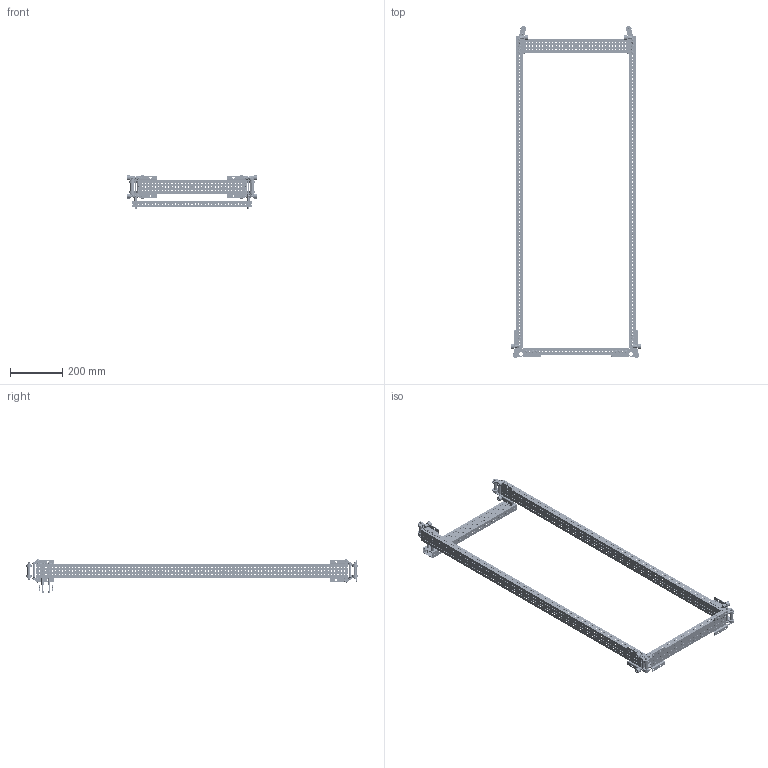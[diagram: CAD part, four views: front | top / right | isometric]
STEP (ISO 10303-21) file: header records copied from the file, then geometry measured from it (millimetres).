
FILE_DESCRIPTION (( 'STEP AP214' ), '1' );
FILE_NAME ('am-5548 Powered Elevator Addon Stage.STEP', '2024-12-06T13:37:33', ( '' ), ( '' ), 'SwSTEP 2.0', 'SolidWorks 2024', '' );
FILE_SCHEMA (( 'AUTOMOTIVE_DESIGN' ));
Length unit declared in the file: inch
Products named in the file (25): am-5558_A Powered Elevator External Corner Bracket, Side A; am-5542 Powered Elevator Internal Corner Kit; am-5544 Powered Elevator External Corner Kit; am-4456 8 mm ID 22 mm OD Shielded Bearing 608ZZ_57155K629; Extrusion-Carraige-Support-2; am-5556 Powered Elevator Internal Corner Bracket; Extrusion-Outer-1; am-5548 Powered Elevator Addon Stage; 10-32 Nylock Jam Nut_90633A411; am-xxxx 30mmt x 8.3mm id x 12mmod 13ME091 Nylon Spacer; am-5558_B Powered Elevator External Corner Bracket, Side B; am-xxxx 2.00t x .192id x.313od Aluminum Spacer; 10-32x1500_shcs_am-1014 10-32x1500 SHCS; am-1678; am-1009 5-16 flat washer; am-5542 Powered Elevator Internal Corner Kit_Flipped; m5 bearing sim; am-1226 steel rivet 1875 125-250 grip; Cam_Follower_Sim; .201ID x .375OD x 2.000 Aluminum Spacer; am-3876 1000long .192ID Aluminum Spacer; am-5554 Powered Elevator Crossbar Kit; M8 Nylock Nut_90576A117; Extrusion-Crossbar-1; 10-32x2500_shcs 2_HX-SHCS 0.19-32x1.375x1-C
Assembly tree (140 placements, depth 3):
  am-5548 Powered Elevator Addon Stage
    Extrusion-Outer-1
    Extrusion-Carraige-Support-2  x2
    am-5544 Powered Elevator External Corner Kit  x2
      am-5558_A Powered Elevator External Corner Bracket, Side A
      m5 bearing sim
      am-5558_B Powered Elevator External Corner Bracket, Side B
      am-xxxx 2.00t x .192id x.313od Aluminum Spacer
      am-1009 5-16 flat washer
      am-4456 8 mm ID 22 mm OD Shielded Bearing 608ZZ_57155K629
      am-xxxx 30mmt x 8.3mm id x 12mmod 13ME091 Nylon Spacer
      .201ID x .375OD x 2.000 Aluminum Spacer
      10-32x2500_shcs 2_HX-SHCS 0.19-32x1.375x1-C
      10-32 Nylock Jam Nut_90633A411
      Cam_Follower_Sim
      am-1678
      M8 Nylock Nut_90576A117
      am-1226 steel rivet 1875 125-250 grip
    am-5554 Powered Elevator Crossbar Kit
      Extrusion-Crossbar-1
      am-3876 1000long .192ID Aluminum Spacer  x4
      10-32x1500_shcs_am-1014 10-32x1500 SHCS  x4
      10-32x2500_shcs 2_HX-SHCS 0.19-32x1.375x1-C  x4
    am-5542 Powered Elevator Internal Corner Kit_Flipped
      am-5556 Powered Elevator Internal Corner Bracket  x2
      Cam_Follower_Sim  x2
      am-1678  x2
      M8 Nylock Nut_90576A117  x2
      m5 bearing sim  x2
      10-32x2500_shcs 2_HX-SHCS 0.19-32x1.375x1-C  x2
      am-xxxx 2.00t x .192id x.313od Aluminum Spacer
      am-1009 5-16 flat washer  x4
      am-4456 8 mm ID 22 mm OD Shielded Bearing 608ZZ_57155K629  x2
      am-xxxx 30mmt x 8.3mm id x 12mmod 13ME091 Nylon Spacer
      .201ID x .375OD x 2.000 Aluminum Spacer
      10-32 Nylock Jam Nut_90633A411  x2
      am-1226 steel rivet 1875 125-250 grip  x20
    am-5542 Powered Elevator Internal Corner Kit
      am-5556 Powered Elevator Internal Corner Bracket  x2
      Cam_Follower_Sim  x2
      am-1678  x2
      M8 Nylock Nut_90576A117  x2
      m5 bearing sim  x2
      10-32x2500_shcs 2_HX-SHCS 0.19-32x1.375x1-C  x2
      am-xxxx 2.00t x .192id x.313od Aluminum Spacer
      am-1009 5-16 flat washer  x4
      .201ID x .375OD x 2.000 Aluminum Spacer
      am-4456 8 mm ID 22 mm OD Shielded Bearing 608ZZ_57155K629  x2
      am-xxxx 30mmt x 8.3mm id x 12mmod 13ME091 Nylon Spacer
      10-32 Nylock Jam Nut_90633A411  x2
      am-1226 steel rivet 1875 125-250 grip  x20
Bounding box: 496.33 x 1269.98 x 127.71 mm (x, y, z)
Volume: 897929.8 mm3; surface area: 1141502 mm2
Topology: 272 solids, 272 shells, 8396 faces, 21848 edges, 13984 vertices
Faces by surface type: cylinder 5724, plane 1232, cone 1104, torus 176, sphere 160
Entity records: 118628 total; most frequent: DIRECTION 21910, CARTESIAN_POINT 20538, ORIENTED_EDGE 18710, EDGE_CURVE 9355, AXIS2_PLACEMENT_3D 9265, VERTEX_POINT 6167, EDGE_LOOP 5942, CIRCLE 5853
